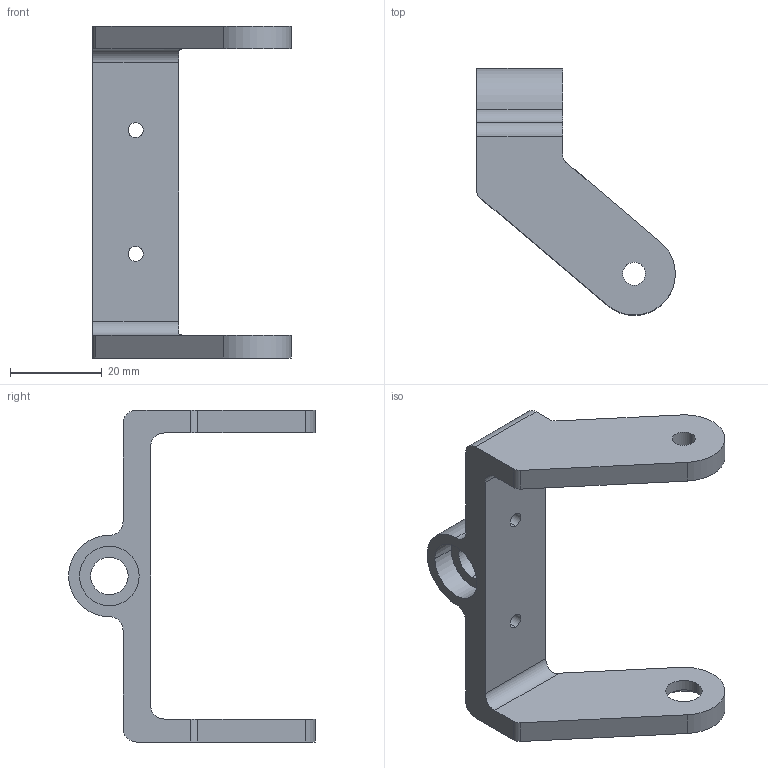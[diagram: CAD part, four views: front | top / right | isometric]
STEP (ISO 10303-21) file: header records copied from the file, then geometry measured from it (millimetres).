
FILE_DESCRIPTION (( 'STEP AP214' ), '1' );
FILE_NAME ('ALTI2-USI-016-A-CHAPPE-PIVOT2-RF.STEP', '2021-12-22T15:43:57', ( '' ), ( '' ), 'SwSTEP 2.0', 'SolidWorks 2021', '' );
FILE_SCHEMA (( 'AUTOMOTIVE_DESIGN' ));
Length unit declared in the file: millimetre
Products named in the file (1): ALTI2-USI-016-A-CHAPPE-PIVOT2-RF
Bounding box: 43.37 x 53.9 x 72.5 mm (x, y, z)
Volume: 17326.4 mm3; surface area: 9235.9 mm2
Topology: 1 solids, 1 shells, 47 faces, 128 edges, 84 vertices
Faces by surface type: cylinder 29, plane 18
Entity records: 1644 total; most frequent: CARTESIAN_POINT 284, DIRECTION 280, ORIENTED_EDGE 256, EDGE_CURVE 128, AXIS2_PLACEMENT_3D 108, VERTEX_POINT 84, LINE 64, VECTOR 64
